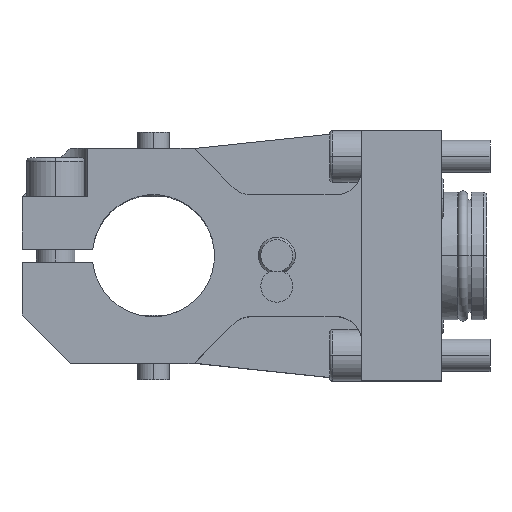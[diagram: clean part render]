
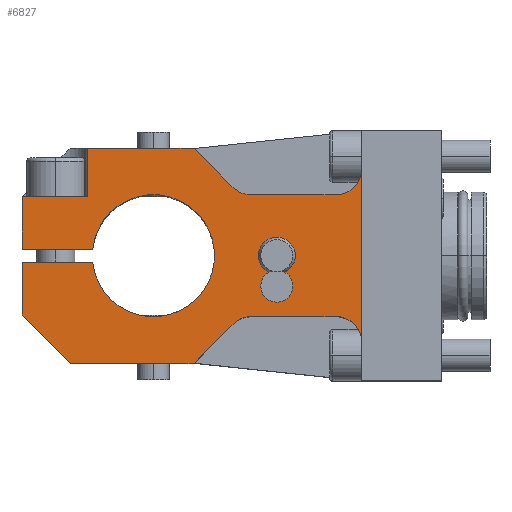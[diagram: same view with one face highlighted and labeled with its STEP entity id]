
A CAD part, top view. The second image highlights one B-rep face of the part: STEP entity #6827.
In plain terms, the highlighted planar face has unit normal (0, 0, 1).
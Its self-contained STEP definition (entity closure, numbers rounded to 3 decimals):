
#22=DIRECTION('',(0.,1.,0.));
#23=VECTOR('',#22,54.);
#24=CARTESIAN_POINT('',(-25.,-27.,45.));
#25=LINE('',#24,#23);
#476=DIRECTION('',(0.707,-0.707,0.));
#477=VECTOR('',#476,17.192);
#478=CARTESIAN_POINT('',(-77.329,33.5,45.));
#479=LINE('',#478,#477);
#480=CARTESIAN_POINT('',(-59.515,27.,45.));
#481=DIRECTION('',(0.,0.,1.));
#482=DIRECTION('',(-0.707,-0.707,0.));
#483=AXIS2_PLACEMENT_3D('',#480,#481,#482);
#485=DIRECTION('',(1.,0.,0.));
#486=VECTOR('',#485,26.515);
#487=CARTESIAN_POINT('',(-59.515,19.,45.));
#488=LINE('',#487,#486);
#489=CARTESIAN_POINT('',(-33.,27.,45.));
#490=DIRECTION('',(0.,0.,1.));
#491=DIRECTION('',(0.,-1.,0.));
#492=AXIS2_PLACEMENT_3D('',#489,#490,#491);
#494=CARTESIAN_POINT('',(-33.,-27.,45.));
#495=DIRECTION('',(0.,0.,1.));
#496=DIRECTION('',(1.,0.,0.));
#497=AXIS2_PLACEMENT_3D('',#494,#495,#496);
#499=DIRECTION('',(-1.,0.,0.));
#500=VECTOR('',#499,26.515);
#501=CARTESIAN_POINT('',(-33.,-19.,45.));
#502=LINE('',#501,#500);
#503=CARTESIAN_POINT('',(-59.515,-27.,45.));
#504=DIRECTION('',(0.,0.,1.));
#505=DIRECTION('',(0.,1.,0.));
#506=AXIS2_PLACEMENT_3D('',#503,#504,#505);
#508=DIRECTION('',(-0.707,-0.707,0.));
#509=VECTOR('',#508,17.192);
#510=CARTESIAN_POINT('',(-65.172,-21.343,45.));
#511=LINE('',#510,#509);
#512=DIRECTION('',(1.,0.,0.));
#513=VECTOR('',#512,20.5);
#514=CARTESIAN_POINT('',(-131.,18.5,45.));
#515=LINE('',#514,#513);
#516=DIRECTION('',(0.,1.,0.));
#517=VECTOR('',#516,15.);
#518=CARTESIAN_POINT('',(-110.5,18.5,45.));
#519=LINE('',#518,#517);
#520=CARTESIAN_POINT('',(-51.5,0.,45.));
#521=DIRECTION('',(0.,0.,-1.));
#522=DIRECTION('',(1.,0.,0.));
#523=AXIS2_PLACEMENT_3D('',#520,#521,#522);
#525=CARTESIAN_POINT('',(-51.5,0.,45.));
#526=DIRECTION('',(0.,0.,-1.));
#527=DIRECTION('',(-1.,0.,0.));
#528=AXIS2_PLACEMENT_3D('',#525,#526,#527);
#530=CARTESIAN_POINT('',(-51.5,-9.5,45.));
#531=DIRECTION('',(0.,0.,-1.));
#532=DIRECTION('',(0.,-1.,0.));
#533=AXIS2_PLACEMENT_3D('',#530,#531,#532);
#535=CARTESIAN_POINT('',(-51.5,-9.5,45.));
#536=DIRECTION('',(0.,0.,-1.));
#537=DIRECTION('',(0.,1.,0.));
#538=AXIS2_PLACEMENT_3D('',#535,#536,#537);
#544=DIRECTION('',(1.,0.,0.));
#545=VECTOR('',#544,33.171);
#546=CARTESIAN_POINT('',(-110.5,33.5,45.));
#547=LINE('',#546,#545);
#780=DIRECTION('',(0.,1.,0.));
#781=VECTOR('',#780,16.5);
#782=CARTESIAN_POINT('',(-131.,2.,45.));
#783=LINE('',#782,#781);
#917=DIRECTION('',(-1.,0.,0.));
#918=VECTOR('',#917,38.671);
#919=CARTESIAN_POINT('',(-77.329,-33.5,45.));
#920=LINE('',#919,#918);
#1327=DIRECTION('',(-0.707,0.707,0.));
#1328=VECTOR('',#1327,21.213);
#1329=CARTESIAN_POINT('',(-116.,-33.5,45.));
#1330=LINE('',#1329,#1328);
#1335=DIRECTION('',(0.,1.,0.));
#1336=VECTOR('',#1335,16.5);
#1337=CARTESIAN_POINT('',(-131.,-18.5,45.));
#1338=LINE('',#1337,#1336);
#1347=DIRECTION('',(-1.,0.,0.));
#1348=VECTOR('',#1347,22.055);
#1349=CARTESIAN_POINT('',(-108.945,-2.,45.));
#1350=LINE('',#1349,#1348);
#1385=CARTESIAN_POINT('',(-90.,0.,45.));
#1386=DIRECTION('',(0.,0.,-1.));
#1387=DIRECTION('',(-0.994,0.105,0.));
#1388=AXIS2_PLACEMENT_3D('',#1385,#1386,#1387);
#2214=DIRECTION('',(1.,0.,0.));
#2215=VECTOR('',#2214,22.055);
#2216=CARTESIAN_POINT('',(-131.,2.,45.));
#2217=LINE('',#2216,#2215);
#5262=CARTESIAN_POINT('',(-110.5,18.5,45.));
#5263=VERTEX_POINT('',#5262);
#5292=CARTESIAN_POINT('',(-131.,18.5,45.));
#5293=VERTEX_POINT('',#5292);
#5294=CARTESIAN_POINT('',(-110.5,33.5,45.));
#5295=VERTEX_POINT('',#5294);
#5416=CARTESIAN_POINT('',(-77.329,-33.5,45.));
#5417=VERTEX_POINT('',#5416);
#5418=CARTESIAN_POINT('',(-77.329,33.5,45.));
#5419=VERTEX_POINT('',#5418);
#5420=CARTESIAN_POINT('',(-65.172,21.343,45.));
#5421=VERTEX_POINT('',#5420);
#5422=CARTESIAN_POINT('',(-59.515,19.,45.));
#5423=VERTEX_POINT('',#5422);
#5424=CARTESIAN_POINT('',(-33.,19.,45.));
#5425=VERTEX_POINT('',#5424);
#5426=CARTESIAN_POINT('',(-33.,-19.,45.));
#5427=VERTEX_POINT('',#5426);
#5428=CARTESIAN_POINT('',(-59.515,-19.,45.));
#5429=VERTEX_POINT('',#5428);
#5430=CARTESIAN_POINT('',(-65.172,-21.343,45.));
#5431=VERTEX_POINT('',#5430);
#5436=CARTESIAN_POINT('',(-116.,-33.5,45.));
#5437=CARTESIAN_POINT('',(-131.,-18.5,45.));
#5438=VERTEX_POINT('',#5436);
#5439=VERTEX_POINT('',#5437);
#5440=CARTESIAN_POINT('',(-131.,-2.,45.));
#5441=VERTEX_POINT('',#5440);
#5442=CARTESIAN_POINT('',(-131.,2.,45.));
#5443=CARTESIAN_POINT('',(-108.945,2.,45.));
#5444=VERTEX_POINT('',#5442);
#5445=VERTEX_POINT('',#5443);
#5446=CARTESIAN_POINT('',(-108.945,-2.,45.));
#5447=VERTEX_POINT('',#5446);
#5456=CARTESIAN_POINT('',(-25.,27.,45.));
#5457=VERTEX_POINT('',#5456);
#5458=CARTESIAN_POINT('',(-25.,-27.,45.));
#5459=VERTEX_POINT('',#5458);
#5834=CARTESIAN_POINT('',(-45.746,0.,45.));
#5835=CARTESIAN_POINT('',(-57.254,0.,45.));
#5836=VERTEX_POINT('',#5834);
#5837=VERTEX_POINT('',#5835);
#5858=CARTESIAN_POINT('',(-51.5,-12.2,45.));
#5859=CARTESIAN_POINT('',(-51.5,-6.8,45.));
#5860=VERTEX_POINT('',#5858);
#5861=VERTEX_POINT('',#5859);
#6772=CARTESIAN_POINT('',(-131.,-39.,45.));
#6773=DIRECTION('',(0.,0.,-1.));
#6774=DIRECTION('',(1.,0.,0.));
#6775=AXIS2_PLACEMENT_3D('',#6772,#6773,#6774);
#6776=PLANE('',#6775);
#6778=ORIENTED_EDGE('',*,*,#6777,.T.);
#6780=ORIENTED_EDGE('',*,*,#6779,.T.);
#6782=ORIENTED_EDGE('',*,*,#6781,.T.);
#6783=ORIENTED_EDGE('',*,*,#6762,.T.);
#6784=ORIENTED_EDGE('',*,*,#6238,.F.);
#6786=ORIENTED_EDGE('',*,*,#6785,.T.);
#6788=ORIENTED_EDGE('',*,*,#6787,.T.);
#6790=ORIENTED_EDGE('',*,*,#6789,.T.);
#6792=ORIENTED_EDGE('',*,*,#6791,.T.);
#6794=ORIENTED_EDGE('',*,*,#6793,.T.);
#6796=ORIENTED_EDGE('',*,*,#6795,.T.);
#6798=ORIENTED_EDGE('',*,*,#6797,.T.);
#6800=ORIENTED_EDGE('',*,*,#6799,.F.);
#6802=ORIENTED_EDGE('',*,*,#6801,.F.);
#6804=ORIENTED_EDGE('',*,*,#6803,.F.);
#6806=ORIENTED_EDGE('',*,*,#6805,.T.);
#6808=ORIENTED_EDGE('',*,*,#6807,.T.);
#6810=ORIENTED_EDGE('',*,*,#6809,.T.);
#6812=ORIENTED_EDGE('',*,*,#6811,.T.);
#6813=EDGE_LOOP('',(#6778,#6780,#6782,#6783,#6784,#6786,#6788,#6790,#6792,#6794,
#6796,#6798,#6800,#6802,#6804,#6806,#6808,#6810,#6812));
#6814=FACE_OUTER_BOUND('',#6813,.F.);
#6816=ORIENTED_EDGE('',*,*,#6815,.F.);
#6818=ORIENTED_EDGE('',*,*,#6817,.F.);
#6819=EDGE_LOOP('',(#6816,#6818));
#6820=FACE_BOUND('',#6819,.F.);
#6822=ORIENTED_EDGE('',*,*,#6821,.F.);
#6824=ORIENTED_EDGE('',*,*,#6823,.F.);
#6825=EDGE_LOOP('',(#6822,#6824));
#6826=FACE_BOUND('',#6825,.F.);
#6827=ADVANCED_FACE('',(#6814,#6820,#6826),#6776,.F.);
#484=CIRCLE('',#483,8.);
#493=CIRCLE('',#492,8.);
#498=CIRCLE('',#497,8.);
#507=CIRCLE('',#506,8.);
#524=CIRCLE('',#523,5.754);
#529=CIRCLE('',#528,5.754);
#534=CIRCLE('',#533,2.7);
#539=CIRCLE('',#538,2.7);
#1389=CIRCLE('',#1388,19.05);
#6238=EDGE_CURVE('',#5459,#5457,#25,.T.);
#6762=EDGE_CURVE('',#5425,#5457,#493,.T.);
#6777=EDGE_CURVE('',#5419,#5421,#479,.T.);
#6779=EDGE_CURVE('',#5421,#5423,#484,.T.);
#6781=EDGE_CURVE('',#5423,#5425,#488,.T.);
#6785=EDGE_CURVE('',#5459,#5427,#498,.T.);
#6787=EDGE_CURVE('',#5427,#5429,#502,.T.);
#6789=EDGE_CURVE('',#5429,#5431,#507,.T.);
#6791=EDGE_CURVE('',#5431,#5417,#511,.T.);
#6793=EDGE_CURVE('',#5417,#5438,#920,.T.);
#6795=EDGE_CURVE('',#5438,#5439,#1330,.T.);
#6797=EDGE_CURVE('',#5439,#5441,#1338,.T.);
#6799=EDGE_CURVE('',#5447,#5441,#1350,.T.);
#6801=EDGE_CURVE('',#5445,#5447,#1389,.T.);
#6803=EDGE_CURVE('',#5444,#5445,#2217,.T.);
#6805=EDGE_CURVE('',#5444,#5293,#783,.T.);
#6807=EDGE_CURVE('',#5293,#5263,#515,.T.);
#6809=EDGE_CURVE('',#5263,#5295,#519,.T.);
#6811=EDGE_CURVE('',#5295,#5419,#547,.T.);
#6815=EDGE_CURVE('',#5836,#5837,#524,.T.);
#6817=EDGE_CURVE('',#5837,#5836,#529,.T.);
#6821=EDGE_CURVE('',#5860,#5861,#534,.T.);
#6823=EDGE_CURVE('',#5861,#5860,#539,.T.);
